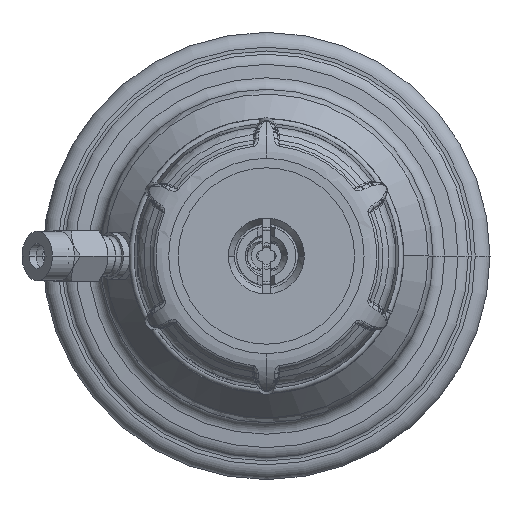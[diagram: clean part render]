
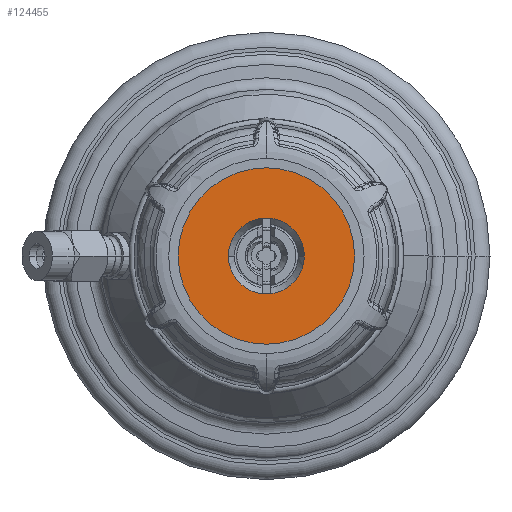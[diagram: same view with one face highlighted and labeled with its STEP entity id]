
A CAD part, front view. The second image highlights one B-rep face of the part: STEP entity #124455.
In plain terms, the highlighted planar face has unit normal (0, -1, 0).
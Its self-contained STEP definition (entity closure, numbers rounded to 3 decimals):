
#71782=CARTESIAN_POINT('',(0.,-232.232,0.));
#71783=DIRECTION('',(0.,1.,0.));
#71784=DIRECTION('',(0.,0.,-1.));
#71785=AXIS2_PLACEMENT_3D('',#71782,#71783,#71784);
#71787=CARTESIAN_POINT('',(0.,-232.232,0.));
#71788=DIRECTION('',(0.,-1.,0.));
#71789=DIRECTION('',(0.,0.,-1.));
#71790=AXIS2_PLACEMENT_3D('',#71787,#71788,#71789);
#71792=CARTESIAN_POINT('',(0.,-232.232,0.));
#71793=DIRECTION('',(0.,-1.,0.));
#71794=DIRECTION('',(0.,0.,1.));
#71795=AXIS2_PLACEMENT_3D('',#71792,#71793,#71794);
#71810=CARTESIAN_POINT('',(0.,-232.232,0.));
#71811=DIRECTION('',(0.,1.,0.));
#71812=DIRECTION('',(0.,0.,1.));
#71813=AXIS2_PLACEMENT_3D('',#71810,#71811,#71812);
#87744=CARTESIAN_POINT('',(0.,-232.232,-20.9));
#87746=VERTEX_POINT('',#87744);
#87748=CARTESIAN_POINT('',(0.,-232.232,20.9));
#87750=VERTEX_POINT('',#87748);
#87756=CARTESIAN_POINT('',(0.,-232.232,9.));
#87757=CARTESIAN_POINT('',(0.,-232.232,-9.));
#87758=VERTEX_POINT('',#87756);
#87759=VERTEX_POINT('',#87757);
#124440=CARTESIAN_POINT('',(0.,-232.232,0.));
#124441=DIRECTION('',(0.,-1.,0.));
#124442=DIRECTION('',(0.,0.,-1.));
#124443=AXIS2_PLACEMENT_3D('',#124440,#124441,#124442);
#124444=PLANE('',#124443);
#124445=ORIENTED_EDGE('',*,*,#124422,.T.);
#124446=ORIENTED_EDGE('',*,*,#124433,.F.);
#124447=EDGE_LOOP('',(#124445,#124446));
#124448=FACE_OUTER_BOUND('',#124447,.F.);
#124450=ORIENTED_EDGE('',*,*,#124449,.T.);
#124452=ORIENTED_EDGE('',*,*,#124451,.F.);
#124453=EDGE_LOOP('',(#124450,#124452));
#124454=FACE_BOUND('',#124453,.F.);
#71786=CIRCLE('',#71785,20.9);
#71791=CIRCLE('',#71790,20.9);
#71796=CIRCLE('',#71795,9.);
#71814=CIRCLE('',#71813,9.);
#124422=EDGE_CURVE('',#87746,#87750,#71786,.T.);
#124433=EDGE_CURVE('',#87746,#87750,#71791,.T.);
#124449=EDGE_CURVE('',#87758,#87759,#71796,.T.);
#124451=EDGE_CURVE('',#87758,#87759,#71814,.T.);
#124455=ADVANCED_FACE('',(#124448,#124454),#124444,.T.);
